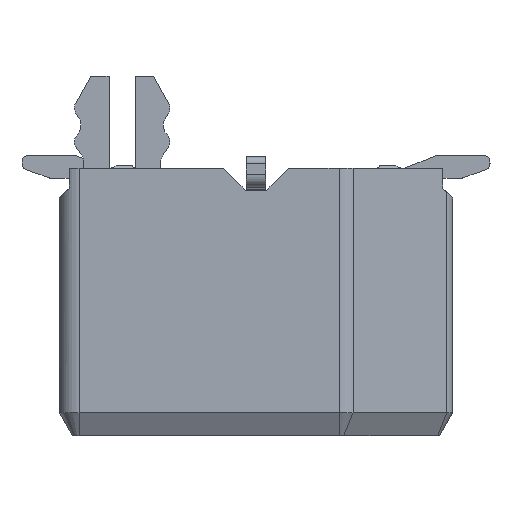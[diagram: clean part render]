
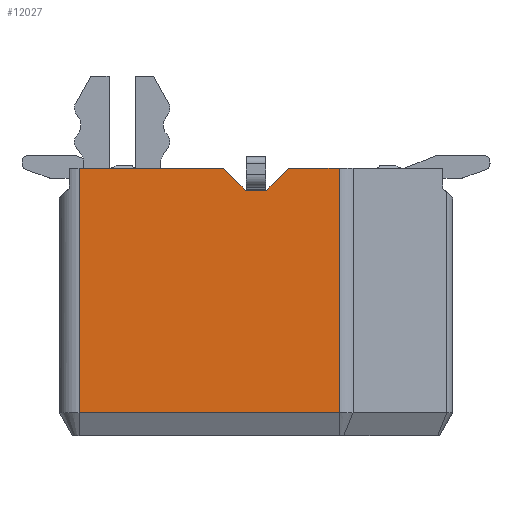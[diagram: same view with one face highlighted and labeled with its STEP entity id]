
A CAD part, left-side view. The second image highlights one B-rep face of the part: STEP entity #12027.
In plain terms, the highlighted planar face has unit normal (-1, 0, 0).
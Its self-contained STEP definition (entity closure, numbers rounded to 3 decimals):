
#9517=CARTESIAN_POINT('',(-10.,-1.261,4.06));
#9518=VERTEX_POINT('',#9517);
#9526=CARTESIAN_POINT('',(-10.,-1.261,0.35));
#9527=VERTEX_POINT('',#9526);
#9528=CARTESIAN_POINT('',(-10.,-1.261,4.06));
#9529=DIRECTION('',(0.,0.,-1.));
#9530=VECTOR('',#9529,3.71);
#9531=LINE('',#9528,#9530);
#9532=EDGE_CURVE('',#9518,#9527,#9531,.T.);
#9605=CARTESIAN_POINT('',(-10.,2.685,0.35));
#9606=VERTEX_POINT('',#9605);
#9607=CARTESIAN_POINT('',(-10.,-1.261,0.35));
#9608=DIRECTION('',(0.,1.,0.));
#9609=VECTOR('',#9608,3.946);
#9610=LINE('',#9607,#9609);
#9611=EDGE_CURVE('',#9527,#9606,#9610,.T.);
#11972=CARTESIAN_POINT('',(-10.,0.8,2.03));
#11973=DIRECTION('',(0.,-1.,0.));
#11974=DIRECTION('',(-1.,0.,0.));
#11975=AXIS2_PLACEMENT_3D('',#11972,#11974,#11973);
#11976=PLANE('',#11975);
#11977=CARTESIAN_POINT('',(-10.,-0.165,3.73));
#11978=VERTEX_POINT('',#11977);
#11979=CARTESIAN_POINT('',(-10.,0.165,3.73));
#11980=VERTEX_POINT('',#11979);
#11981=CARTESIAN_POINT('',(-10.,-0.165,3.73));
#11982=DIRECTION('',(0.,1.,0.));
#11983=VECTOR('',#11982,0.33);
#11984=LINE('',#11981,#11983);
#11985=EDGE_CURVE('',#11978,#11980,#11984,.T.);
#11986=ORIENTED_EDGE('',*,*,#11985,.T.);
#11987=CARTESIAN_POINT('',(-10.,0.495,4.06));
#11988=VERTEX_POINT('',#11987);
#11989=CARTESIAN_POINT('',(-10.,0.165,3.73));
#11990=DIRECTION('',(0.,0.707,0.707));
#11991=VECTOR('',#11990,0.467);
#11992=LINE('',#11989,#11991);
#11993=EDGE_CURVE('',#11980,#11988,#11992,.T.);
#11994=ORIENTED_EDGE('',*,*,#11993,.T.);
#11995=CARTESIAN_POINT('',(-10.,2.685,4.06));
#11996=VERTEX_POINT('',#11995);
#11997=CARTESIAN_POINT('',(-10.,0.495,4.06));
#11998=DIRECTION('',(0.,1.,0.));
#11999=VECTOR('',#11998,2.19);
#12000=LINE('',#11997,#11999);
#12001=EDGE_CURVE('',#11988,#11996,#12000,.T.);
#12002=ORIENTED_EDGE('',*,*,#12001,.T.);
#12003=CARTESIAN_POINT('',(-10.,2.685,4.06));
#12004=DIRECTION('',(0.,0.,-1.));
#12005=VECTOR('',#12004,3.71);
#12006=LINE('',#12003,#12005);
#12007=EDGE_CURVE('',#11996,#9606,#12006,.T.);
#12008=ORIENTED_EDGE('',*,*,#12007,.T.);
#12009=ORIENTED_EDGE('',*,*,#9611,.F.);
#12010=ORIENTED_EDGE('',*,*,#9532,.F.);
#12011=CARTESIAN_POINT('',(-10.,-0.495,4.06));
#12012=VERTEX_POINT('',#12011);
#12013=CARTESIAN_POINT('',(-10.,-1.261,4.06));
#12014=DIRECTION('',(0.,1.,0.));
#12015=VECTOR('',#12014,0.766);
#12016=LINE('',#12013,#12015);
#12017=EDGE_CURVE('',#9518,#12012,#12016,.T.);
#12018=ORIENTED_EDGE('',*,*,#12017,.T.);
#12019=CARTESIAN_POINT('',(-10.,-0.495,4.06));
#12020=DIRECTION('',(0.,0.707,-0.707));
#12021=VECTOR('',#12020,0.467);
#12022=LINE('',#12019,#12021);
#12023=EDGE_CURVE('',#12012,#11978,#12022,.T.);
#12024=ORIENTED_EDGE('',*,*,#12023,.T.);
#12025=EDGE_LOOP('',(#11986,#11994,#12002,#12008,#12009,#12010,#12018,#12024));
#12026=FACE_OUTER_BOUND('',#12025,.T.);
#12027=ADVANCED_FACE('',(#12026),#11976,.T.);
